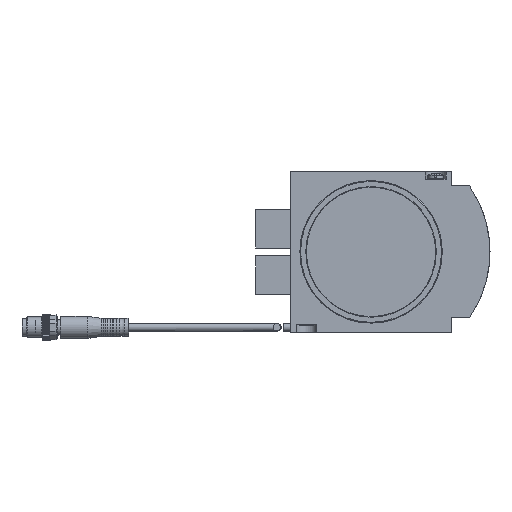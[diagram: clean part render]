
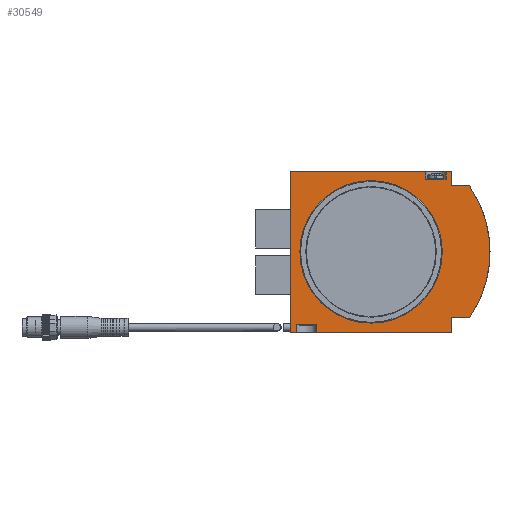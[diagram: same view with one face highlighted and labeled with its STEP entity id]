
A CAD part, front view. The second image highlights one B-rep face of the part: STEP entity #30549.
In plain terms, the highlighted planar face has unit normal (0, -1, 0).
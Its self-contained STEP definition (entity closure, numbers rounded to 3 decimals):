
#568=CIRCLE('',#31965,45.);
#569=CIRCLE('',#31966,16.625);
#2463=ORIENTED_EDGE('',*,*,#8570,.F.);
#2464=ORIENTED_EDGE('',*,*,#8628,.T.);
#2465=ORIENTED_EDGE('',*,*,#8629,.T.);
#2466=ORIENTED_EDGE('',*,*,#8630,.F.);
#2467=ORIENTED_EDGE('',*,*,#8631,.F.);
#2468=ORIENTED_EDGE('',*,*,#8632,.F.);
#2469=ORIENTED_EDGE('',*,*,#8633,.F.);
#2470=ORIENTED_EDGE('',*,*,#8634,.F.);
#2471=ORIENTED_EDGE('',*,*,#8635,.F.);
#2472=ORIENTED_EDGE('',*,*,#8636,.F.);
#2473=ORIENTED_EDGE('',*,*,#8637,.F.);
#2474=ORIENTED_EDGE('',*,*,#8638,.T.);
#2475=ORIENTED_EDGE('',*,*,#8590,.F.);
#2476=ORIENTED_EDGE('',*,*,#8639,.F.);
#2477=ORIENTED_EDGE('',*,*,#8640,.F.);
#2478=ORIENTED_EDGE('',*,*,#8641,.F.);
#2479=ORIENTED_EDGE('',*,*,#8642,.F.);
#8570=EDGE_CURVE('',#11648,#11649,#13775,.T.);
#8590=EDGE_CURVE('',#11668,#11669,#13794,.T.);
#8628=EDGE_CURVE('',#11648,#11701,#13827,.T.);
#8629=EDGE_CURVE('',#11701,#11702,#13828,.T.);
#8630=EDGE_CURVE('',#11703,#11702,#13829,.T.);
#8631=EDGE_CURVE('',#11704,#11703,#13830,.T.);
#8632=EDGE_CURVE('',#11705,#11704,#13831,.T.);
#8633=EDGE_CURVE('',#11706,#11705,#13832,.T.);
#8634=EDGE_CURVE('',#11707,#11706,#568,.T.);
#8635=EDGE_CURVE('',#11708,#11707,#13833,.T.);
#8636=EDGE_CURVE('',#11709,#11708,#13834,.T.);
#8637=EDGE_CURVE('',#11710,#11709,#13835,.T.);
#8638=EDGE_CURVE('',#11710,#11669,#13836,.T.);
#8639=EDGE_CURVE('',#11711,#11668,#13837,.T.);
#8640=EDGE_CURVE('',#11712,#11711,#13838,.T.);
#8641=EDGE_CURVE('',#11649,#11712,#13839,.T.);
#8642=EDGE_CURVE('',#11713,#11713,#569,.T.);
#11648=VERTEX_POINT('',#41395);
#11649=VERTEX_POINT('',#41397);
#11668=VERTEX_POINT('',#41436);
#11669=VERTEX_POINT('',#41438);
#11701=VERTEX_POINT('',#41513);
#11702=VERTEX_POINT('',#41515);
#11703=VERTEX_POINT('',#41517);
#11704=VERTEX_POINT('',#41519);
#11705=VERTEX_POINT('',#41521);
#11706=VERTEX_POINT('',#41523);
#11707=VERTEX_POINT('',#41525);
#11708=VERTEX_POINT('',#41527);
#11709=VERTEX_POINT('',#41529);
#11710=VERTEX_POINT('',#41531);
#11711=VERTEX_POINT('',#41534);
#11712=VERTEX_POINT('',#41536);
#11713=VERTEX_POINT('',#41539);
#13775=LINE('',#41396,#15943);
#13794=LINE('',#41437,#15962);
#13827=LINE('',#41512,#15995);
#13828=LINE('',#41514,#15996);
#13829=LINE('',#41516,#15997);
#13830=LINE('',#41518,#15998);
#13831=LINE('',#41520,#15999);
#13832=LINE('',#41522,#16000);
#13833=LINE('',#41526,#16001);
#13834=LINE('',#41528,#16002);
#13835=LINE('',#41530,#16003);
#13836=LINE('',#41532,#16004);
#13837=LINE('',#41533,#16005);
#13838=LINE('',#41535,#16006);
#13839=LINE('',#41537,#16007);
#15943=VECTOR('',#34628,1000.);
#15962=VECTOR('',#34651,1000.);
#15995=VECTOR('',#34704,1000.);
#15996=VECTOR('',#34705,1000.);
#15997=VECTOR('',#34706,1000.);
#15998=VECTOR('',#34707,1000.);
#15999=VECTOR('',#34708,1000.);
#16000=VECTOR('',#34709,1000.);
#16001=VECTOR('',#34712,1000.);
#16002=VECTOR('',#34713,1000.);
#16003=VECTOR('',#34714,1000.);
#16004=VECTOR('',#34715,1000.);
#16005=VECTOR('',#34716,1000.);
#16006=VECTOR('',#34717,1000.);
#16007=VECTOR('',#34718,1000.);
#17887=EDGE_LOOP('',(#2463,#2464,#2465,#2466,#2467,#2468,#2469,#2470,#2471,
#2472,#2473,#2474,#2475,#2476,#2477,#2478));
#17888=EDGE_LOOP('',(#2479));
#19376=FACE_BOUND('',#17887,.T.);
#19377=FACE_BOUND('',#17888,.T.);
#20835=PLANE('',#31964);
#30549=ADVANCED_FACE('',(#19376,#19377),#20835,.F.);
#31964=AXIS2_PLACEMENT_3D('',#41511,#34702,#34703);
#31965=AXIS2_PLACEMENT_3D('',#41524,#34710,#34711);
#31966=AXIS2_PLACEMENT_3D('',#41538,#34719,#34720);
#34628=DIRECTION('',(-1.,0.,0.));
#34651=DIRECTION('',(1.,0.,0.));
#34702=DIRECTION('',(0.,1.,0.));
#34703=DIRECTION('',(0.,0.,1.));
#34704=DIRECTION('',(0.,0.,1.));
#34705=DIRECTION('',(1.,0.,0.));
#34706=DIRECTION('',(0.,0.,1.));
#34707=DIRECTION('',(-1.,0.,0.));
#34708=DIRECTION('',(0.,0.,-1.));
#34709=DIRECTION('',(-1.,0.,0.));
#34710=DIRECTION('',(0.,1.,0.));
#34711=DIRECTION('',(1.,0.,0.));
#34712=DIRECTION('',(1.,0.,0.));
#34713=DIRECTION('',(0.,0.,-1.));
#34714=DIRECTION('',(1.,0.,0.));
#34715=DIRECTION('',(0.,0.,-1.));
#34716=DIRECTION('',(0.,0.,-1.));
#34717=DIRECTION('',(1.,0.,0.));
#34718=DIRECTION('',(0.,0.,1.));
#34719=DIRECTION('',(0.,-1.,0.));
#34720=DIRECTION('',(0.,0.,-1.));
#41395=CARTESIAN_POINT('',(-29.,-146.9,-31.));
#41396=CARTESIAN_POINT('',(31.,-146.9,-31.));
#41397=CARTESIAN_POINT('',(-31.,-146.9,-31.));
#41436=CARTESIAN_POINT('',(21.,-146.9,28.1));
#41437=CARTESIAN_POINT('',(21.,-146.9,28.1));
#41438=CARTESIAN_POINT('',(29.,-146.9,28.1));
#41511=CARTESIAN_POINT('',(0.,-146.9,0.));
#41512=CARTESIAN_POINT('',(-29.,-146.9,-31.));
#41513=CARTESIAN_POINT('',(-29.,-146.9,-28.1));
#41514=CARTESIAN_POINT('',(-29.,-146.9,-28.1));
#41515=CARTESIAN_POINT('',(-21.,-146.9,-28.1));
#41516=CARTESIAN_POINT('',(-21.,-146.9,-31.));
#41517=CARTESIAN_POINT('',(-21.,-146.9,-31.));
#41518=CARTESIAN_POINT('',(31.,-146.9,-31.));
#41519=CARTESIAN_POINT('',(31.,-146.9,-31.));
#41520=CARTESIAN_POINT('',(31.,-146.9,31.));
#41521=CARTESIAN_POINT('',(31.,-146.9,-25.5));
#41522=CARTESIAN_POINT('',(38.078,-146.9,-25.5));
#41523=CARTESIAN_POINT('',(38.078,-146.9,-25.5));
#41524=CARTESIAN_POINT('',(1.,-146.9,0.));
#41525=CARTESIAN_POINT('',(38.078,-146.9,25.5));
#41526=CARTESIAN_POINT('',(-31.,-146.9,25.5));
#41527=CARTESIAN_POINT('',(31.,-146.9,25.5));
#41528=CARTESIAN_POINT('',(31.,-146.9,31.));
#41529=CARTESIAN_POINT('',(31.,-146.9,31.));
#41530=CARTESIAN_POINT('',(-31.,-146.9,31.));
#41531=CARTESIAN_POINT('',(29.,-146.9,31.));
#41532=CARTESIAN_POINT('',(29.,-146.9,31.));
#41533=CARTESIAN_POINT('',(21.,-146.9,31.));
#41534=CARTESIAN_POINT('',(21.,-146.9,31.));
#41535=CARTESIAN_POINT('',(-31.,-146.9,31.));
#41536=CARTESIAN_POINT('',(-31.,-146.9,31.));
#41537=CARTESIAN_POINT('',(-31.,-146.9,-31.));
#41538=CARTESIAN_POINT('',(0.,-146.9,0.));
#41539=CARTESIAN_POINT('',(0.,-146.9,-16.625));
